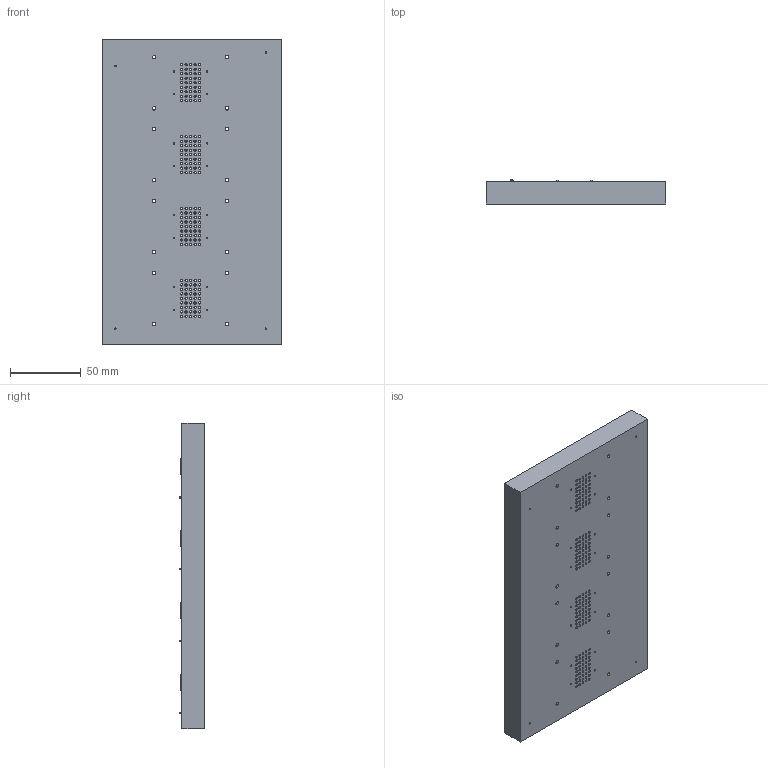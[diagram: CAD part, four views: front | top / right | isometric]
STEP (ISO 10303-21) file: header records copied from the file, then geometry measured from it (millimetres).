
FILE_DESCRIPTION(/* description */ (''),/* implementation_level */ '2;1');
FILE_NAME(/* name */ 'Tamale Assembly Plate 0p625in with PCB.stp',/* time_stamp */ '2022-01-14T16:04:04-06:00',/* author */ ('Caleb'),/* organization */ (''),/* preprocessor_version */ 'ST-DEVELOPER v18.1',/* originating_system */ 'Autodesk Inventor 2022',/* authorisation */ '');
FILE_SCHEMA (('AUTOMOTIVE_DESIGN { 1 0 10303 214 3 1 1 }'));
Products named in the file (8): Tamale Assembly Plate 0p625in with PCB; Tamale Assembly Plate 0p625in; etl_assembly_plate_pcb_v1; Keystone-5084-Test-Point; SOLID; WP7B-P050VA1-R8000; COMPOUND; COMPOUND_1
Assembly tree (17 placements, depth 4):
  Tamale Assembly Plate 0p625in with PCB
    Tamale Assembly Plate 0p625in
    etl_assembly_plate_pcb_v1
      Keystone-5084-Test-Point  x4
        SOLID
      WP7B-P050VA1-R8000  x8
        COMPOUND
      COMPOUND_1
Bounding box: 127 x 17.45 x 215.9 mm (x, y, z)
Volume: 425418.5 mm3; surface area: 131129.3 mm2
Topology: 446 solids, 446 shells, 3461 faces, 7488 edges, 4928 vertices
Faces by surface type: plane 2753, cylinder 612, torus 96
Full cylindrical faces by diameter (mm): 1.021 x20, 1.6 x380, 2.5 x16, 2.7 x16
Entity records: 30464 total; most frequent: DIRECTION 5306, CARTESIAN_POINT 4879, ORIENTED_EDGE 4728, EDGE_CURVE 2364, AXIS2_PLACEMENT_3D 1987, EDGE_LOOP 1802, VERTEX_POINT 1560, LINE 1332
